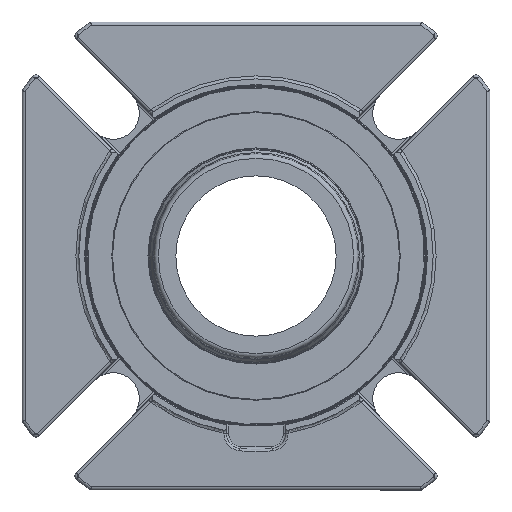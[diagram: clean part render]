
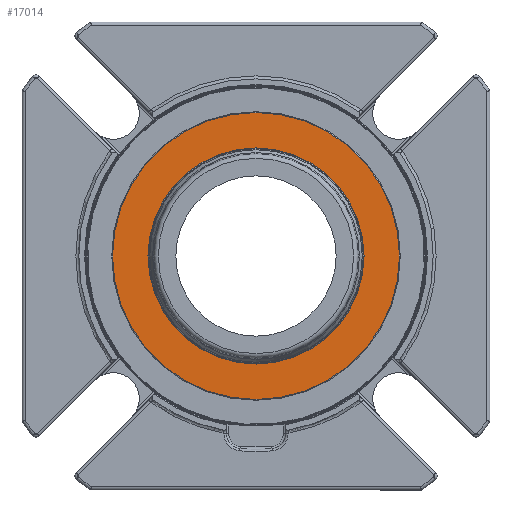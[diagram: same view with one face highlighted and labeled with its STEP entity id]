
A CAD part, left-side view. The second image highlights one B-rep face of the part: STEP entity #17014.
In plain terms, the highlighted planar face has unit normal (-1, 0, 0).
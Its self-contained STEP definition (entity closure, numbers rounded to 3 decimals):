
#8390=ORIENTED_EDGE('',*,*,#10936,.F.);
#8391=ORIENTED_EDGE('',*,*,#10937,.T.);
#10936=EDGE_CURVE('',#12520,#12520,#13410,.F.);
#10937=EDGE_CURVE('',#12521,#12521,#13411,.T.);
#12520=VERTEX_POINT('',#33697);
#12521=VERTEX_POINT('',#33700);
#13410=CIRCLE('',#18840,36.373);
#13411=CIRCLE('',#18842,48.324);
#14521=EDGE_LOOP('',(#8390));
#14522=EDGE_LOOP('',(#8391));
#15658=FACE_BOUND('',#14521,.T.);
#15659=FACE_BOUND('',#14522,.T.);
#16003=PLANE('',#18841);
#17014=ADVANCED_FACE('',(#15658,#15659),#16003,.F.);
#18840=AXIS2_PLACEMENT_3D('',#33696,#23532,#23533);
#18841=AXIS2_PLACEMENT_3D('',#33698,#23534,#23535);
#18842=AXIS2_PLACEMENT_3D('',#33699,#23536,#23537);
#23532=DIRECTION('',(1.,0.,0.));
#23533=DIRECTION('',(0.,-1.,0.));
#23534=DIRECTION('',(1.,0.,0.));
#23535=DIRECTION('',(0.,-1.,0.));
#23536=DIRECTION('',(-1.,0.,0.));
#23537=DIRECTION('',(0.,1.,0.));
#33696=CARTESIAN_POINT('',(41.402,0.,0.));
#33697=CARTESIAN_POINT('',(41.402,-36.373,0.));
#33698=CARTESIAN_POINT('',(41.402,48.324,0.));
#33699=CARTESIAN_POINT('',(41.402,0.,0.));
#33700=CARTESIAN_POINT('',(41.402,48.324,0.));
